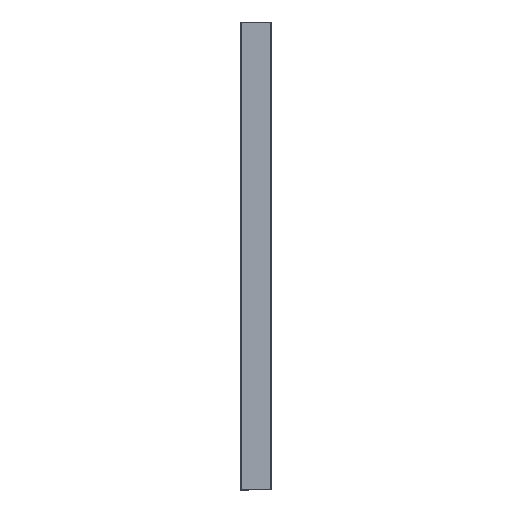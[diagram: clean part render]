
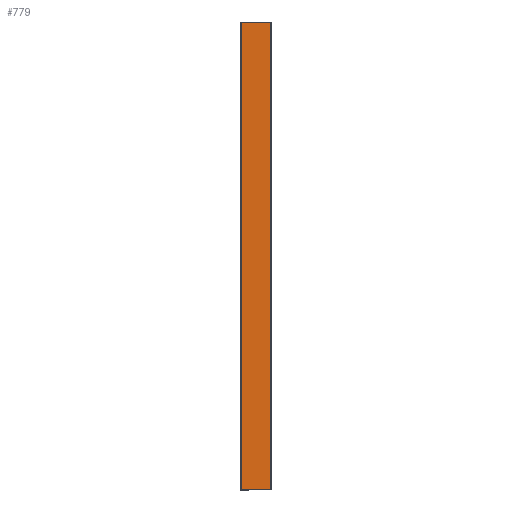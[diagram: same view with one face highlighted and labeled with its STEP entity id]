
A CAD part, left-side view. The second image highlights one B-rep face of the part: STEP entity #779.
In plain terms, the highlighted planar face has unit normal (-1, 0, 0).
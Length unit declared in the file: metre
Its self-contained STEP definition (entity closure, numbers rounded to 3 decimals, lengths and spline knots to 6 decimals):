
#132=ORIENTED_EDGE('',*,*,#311,.F.);
#133=ORIENTED_EDGE('',*,*,#312,.F.);
#134=ORIENTED_EDGE('',*,*,#307,.T.);
#135=ORIENTED_EDGE('',*,*,#313,.T.);
#307=EDGE_CURVE('',#401,#403,#459,.T.);
#311=EDGE_CURVE('',#407,#405,#463,.T.);
#312=EDGE_CURVE('',#401,#407,#464,.F.);
#313=EDGE_CURVE('',#403,#405,#465,.T.);
#401=VERTEX_POINT('',#1220);
#403=VERTEX_POINT('',#1224);
#405=VERTEX_POINT('',#1229);
#407=VERTEX_POINT('',#1233);
#459=LINE('',#1225,#519);
#463=LINE('',#1234,#523);
#464=LINE('',#1236,#524);
#465=LINE('',#1237,#525);
#519=VECTOR('',#984,1.);
#523=VECTOR('',#990,1.);
#524=VECTOR('',#993,1.);
#525=VECTOR('',#994,1.);
#595=EDGE_LOOP('',(#132,#133,#134,#135));
#681=FACE_BOUND('',#595,.T.);
#743=PLANE('',#854);
#779=ADVANCED_FACE('',(#681),#743,.T.);
#854=AXIS2_PLACEMENT_3D('',#1235,#991,#992);
#984=DIRECTION('',(0.,-1.,0.));
#990=DIRECTION('',(0.,-1.,0.));
#991=DIRECTION('',(-1.,0.,0.));
#992=DIRECTION('',(0.,-1.,0.));
#993=DIRECTION('',(0.,0.,-1.));
#994=DIRECTION('',(0.,0.,1.));
#1220=CARTESIAN_POINT('',(0.04,-0.0015,0.));
#1224=CARTESIAN_POINT('',(0.04,-0.127,0.));
#1225=CARTESIAN_POINT('',(0.04,-0.09913,0.));
#1229=CARTESIAN_POINT('',(0.04,-0.127,2.));
#1233=CARTESIAN_POINT('',(0.04,-0.0015,2.));
#1234=CARTESIAN_POINT('',(0.04,-0.09913,2.));
#1235=CARTESIAN_POINT('',(0.04,-0.09913,0.));
#1236=CARTESIAN_POINT('',(0.04,-0.0015,0.));
#1237=CARTESIAN_POINT('',(0.04,-0.127,0.));
